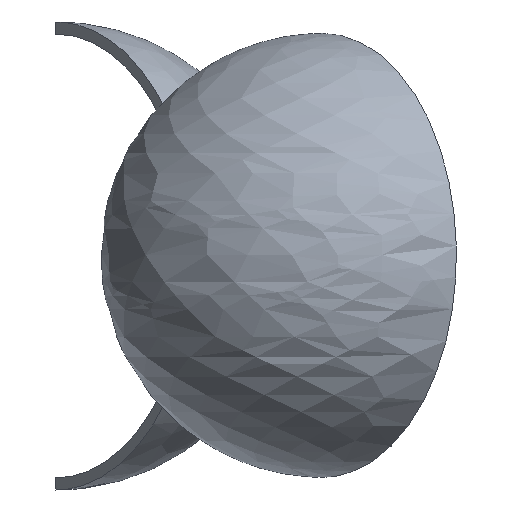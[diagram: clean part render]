
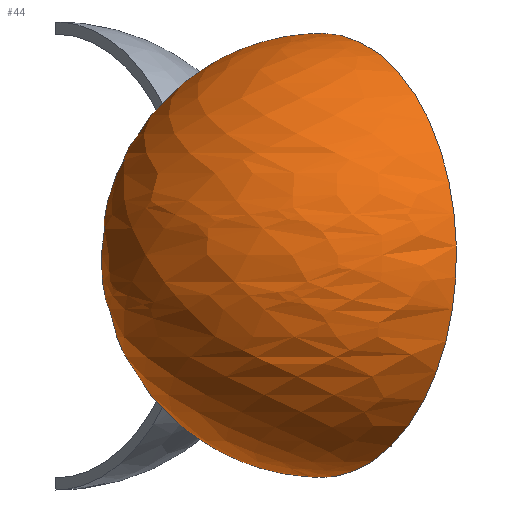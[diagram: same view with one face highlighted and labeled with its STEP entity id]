
A CAD part, top view. The second image highlights one B-rep face of the part: STEP entity #44.
In plain terms, the highlighted free-form (B-spline) face has degree [2, 2] with [5, 5] control points.
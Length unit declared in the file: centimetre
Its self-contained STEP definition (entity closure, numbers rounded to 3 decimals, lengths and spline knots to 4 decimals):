
#44=ADVANCED_FACE('',(#79),#457,.T.);
#79=FACE_OUTER_BOUND('',#115,.T.);
#115=EDGE_LOOP('',(#254,#255,#256,#257,#258,#259,#260,#261,#262));
#254=ORIENTED_EDGE('',*,*,#343,.F.);
#255=ORIENTED_EDGE('',*,*,#363,.F.);
#256=ORIENTED_EDGE('',*,*,#367,.F.);
#257=ORIENTED_EDGE('',*,*,#370,.F.);
#258=ORIENTED_EDGE('',*,*,#347,.F.);
#259=ORIENTED_EDGE('',*,*,#338,.F.);
#260=ORIENTED_EDGE('',*,*,#359,.F.);
#261=ORIENTED_EDGE('',*,*,#358,.F.);
#262=ORIENTED_EDGE('',*,*,#357,.F.);
#338=EDGE_CURVE('',#414,#412,#521,.T.);
#343=EDGE_CURVE('',#417,#418,#522,.T.);
#347=EDGE_CURVE('',#412,#420,#524,.T.);
#357=EDGE_CURVE('',#418,#424,#534,.T.);
#358=EDGE_CURVE('',#424,#425,#535,.T.);
#359=EDGE_CURVE('',#425,#414,#536,.T.);
#363=EDGE_CURVE('',#427,#417,#540,.T.);
#367=EDGE_CURVE('',#405,#427,#542,.T.);
#370=EDGE_CURVE('',#420,#405,#545,.T.);
#405=VERTEX_POINT('',#1569);
#412=VERTEX_POINT('',#1576);
#414=VERTEX_POINT('',#1578);
#417=VERTEX_POINT('',#1581);
#418=VERTEX_POINT('',#1582);
#420=VERTEX_POINT('',#1584);
#424=VERTEX_POINT('',#1588);
#425=VERTEX_POINT('',#1589);
#427=VERTEX_POINT('',#1591);
#457=(
BOUNDED_SURFACE()
B_SPLINE_SURFACE(2,2,((#1338,#1339,#1340,#1341,#1342),(#1343,#1344,#1345,
#1346,#1347),(#1348,#1349,#1350,#1351,#1352),(#1353,#1354,#1355,#1356,#1357),
(#1358,#1359,#1360,#1361,#1362)),.UNSPECIFIED.,.F.,.F.,.F.)
B_SPLINE_SURFACE_WITH_KNOTS((3,2,3),(3,2,3),(0.,184.,368.),
(0.,222.1076,444.2153),.UNSPECIFIED.)
GEOMETRIC_REPRESENTATION_ITEM()
RATIONAL_B_SPLINE_SURFACE(((1.,0.707,1.,0.707,1.),
(0.707,0.5,0.707,0.5,
0.707),(1.,0.707,1.,0.707,1.),(0.707,
0.5,0.707,0.5,0.707),
(1.,0.707,1.,0.707,1.)))
REPRESENTATION_ITEM('')
SURFACE()
);
#521=(
BOUNDED_CURVE()
B_SPLINE_CURVE(2,(#967,#968,#969),.UNSPECIFIED.,.F.,.F.)
B_SPLINE_CURVE_WITH_KNOTS((3,3),(59.5081,64.5225),.UNSPECIFIED.)
CURVE()
GEOMETRIC_REPRESENTATION_ITEM()
RATIONAL_B_SPLINE_CURVE((1.,0.998,1.))
REPRESENTATION_ITEM('')
);
#522=(
BOUNDED_CURVE()
B_SPLINE_CURVE(2,(#986,#987,#988),.UNSPECIFIED.,.F.,.F.)
B_SPLINE_CURVE_WITH_KNOTS((3,3),(173.509,178.5234),.UNSPECIFIED.)
CURVE()
GEOMETRIC_REPRESENTATION_ITEM()
RATIONAL_B_SPLINE_CURVE((1.,0.998,1.))
REPRESENTATION_ITEM('')
);
#524=(
BOUNDED_CURVE()
B_SPLINE_CURVE(2,(#1004,#1005,#1006),.UNSPECIFIED.,.F.,.F.)
B_SPLINE_CURVE_WITH_KNOTS((3,3),(265.7664,282.8525),.UNSPECIFIED.)
CURVE()
GEOMETRIC_REPRESENTATION_ITEM()
RATIONAL_B_SPLINE_CURVE((1.,0.996,1.))
REPRESENTATION_ITEM('')
);
#534=(
BOUNDED_CURVE()
B_SPLINE_CURVE(2,(#1038,#1039,#1040),.UNSPECIFIED.,.F.,.F.)
B_SPLINE_CURVE_WITH_KNOTS((3,3),(0.,107.5996),.UNSPECIFIED.)
CURVE()
GEOMETRIC_REPRESENTATION_ITEM()
RATIONAL_B_SPLINE_CURVE((1.,0.834,1.))
REPRESENTATION_ITEM('')
);
#535=(
BOUNDED_CURVE()
B_SPLINE_CURVE(2,(#1041,#1042,#1043,#1044,#1045),.UNSPECIFIED.,.F.,.F.)
B_SPLINE_CURVE_WITH_KNOTS((3,2,3),(107.5996,252.1129,396.6262),
.UNSPECIFIED.)
CURVE()
GEOMETRIC_REPRESENTATION_ITEM()
RATIONAL_B_SPLINE_CURVE((1.,0.707,1.,0.707,1.))
REPRESENTATION_ITEM('')
);
#536=(
BOUNDED_CURVE()
B_SPLINE_CURVE(2,(#1046,#1047,#1048),.UNSPECIFIED.,.F.,.F.)
B_SPLINE_CURVE_WITH_KNOTS((3,3),(396.6262,504.2258),.UNSPECIFIED.)
CURVE()
GEOMETRIC_REPRESENTATION_ITEM()
RATIONAL_B_SPLINE_CURVE((1.,0.834,1.))
REPRESENTATION_ITEM('')
);
#540=(
BOUNDED_CURVE()
B_SPLINE_CURVE(2,(#1058,#1059,#1060),.UNSPECIFIED.,.F.,.F.)
B_SPLINE_CURVE_WITH_KNOTS((3,3),(325.8063,342.8923),.UNSPECIFIED.)
CURVE()
GEOMETRIC_REPRESENTATION_ITEM()
RATIONAL_B_SPLINE_CURVE((1.,0.996,1.))
REPRESENTATION_ITEM('')
);
#542=(
BOUNDED_CURVE()
B_SPLINE_CURVE(3,(#1083,#1084,#1085,#1086,#1087,#1088,#1089,#1090,#1091,
#1092,#1093,#1094,#1095,#1096),.UNSPECIFIED.,.F.,.F.)
B_SPLINE_CURVE_WITH_KNOTS((4,2,2,2,2,2,4),(-21.4985,-16.1239,
-10.7492,-8.0619,-5.3746,-2.6873,0.),
.UNSPECIFIED.)
CURVE()
GEOMETRIC_REPRESENTATION_ITEM()
RATIONAL_B_SPLINE_CURVE((1.,1.,1.,1.,1.,1.,1.,1.,1.,1.,1.,1.,1.,1.))
REPRESENTATION_ITEM('')
);
#545=(
BOUNDED_CURVE()
B_SPLINE_CURVE(3,(#1125,#1126,#1127,#1128,#1129,#1130,#1131,#1132,#1133,
#1134,#1135,#1136,#1137,#1138),.UNSPECIFIED.,.F.,.F.)
B_SPLINE_CURVE_WITH_KNOTS((4,2,2,2,2,2,4),(0.,2.6873,5.3746,
8.0619,10.7492,16.1239,21.4985),.UNSPECIFIED.)
CURVE()
GEOMETRIC_REPRESENTATION_ITEM()
RATIONAL_B_SPLINE_CURVE((1.,1.,1.,1.,1.,1.,1.,1.,1.,1.,1.,1.,1.,1.))
REPRESENTATION_ITEM('')
);
#967=CARTESIAN_POINT('',(-23.2862,-35.9311,79.3099));
#968=CARTESIAN_POINT('',(-25.1882,-35.9311,80.7431));
#969=CARTESIAN_POINT('',(-27.0736,-35.6168,82.1638));
#986=CARTESIAN_POINT('',(-27.0736,35.6168,82.1638));
#987=CARTESIAN_POINT('',(-25.1882,35.9311,80.7431));
#988=CARTESIAN_POINT('',(-23.2862,35.9311,79.3099));
#1004=CARTESIAN_POINT('',(-27.0736,-35.6168,82.1638));
#1005=CARTESIAN_POINT('',(-28.9688,-28.1283,79.6488));
#1006=CARTESIAN_POINT('',(-30.0439,-20.2034,78.2221));
#1038=CARTESIAN_POINT('',(-23.2862,35.9311,79.3099));
#1039=CARTESIAN_POINT('',(-8.9707,92.,98.3072));
#1040=CARTESIAN_POINT('',(27.6835,92.,146.9489));
#1041=CARTESIAN_POINT('',(27.6835,92.,146.9489));
#1042=CARTESIAN_POINT('',(83.0505,92.,220.4234));
#1043=CARTESIAN_POINT('',(83.0505,0.,220.4234));
#1044=CARTESIAN_POINT('',(83.0505,-92.,220.4234));
#1045=CARTESIAN_POINT('',(27.6835,-92.,146.9489));
#1046=CARTESIAN_POINT('',(27.6835,-92.,146.9489));
#1047=CARTESIAN_POINT('',(-8.9707,-92.,98.3072));
#1048=CARTESIAN_POINT('',(-23.2862,-35.9311,79.3099));
#1058=CARTESIAN_POINT('',(-30.0439,20.2034,78.2221));
#1059=CARTESIAN_POINT('',(-28.9688,28.1283,79.6488));
#1060=CARTESIAN_POINT('',(-27.0736,35.6168,82.1638));
#1083=CARTESIAN_POINT('',(-27.6835,0.,73.4745));
#1084=CARTESIAN_POINT('',(-28.1339,1.6637,73.8139));
#1085=CARTESIAN_POINT('',(-28.5537,3.3251,74.1931));
#1086=CARTESIAN_POINT('',(-29.2894,6.6631,74.9991));
#1087=CARTESIAN_POINT('',(-29.6042,8.3339,75.4247));
#1088=CARTESIAN_POINT('',(-29.9596,10.847,76.0661));
#1089=CARTESIAN_POINT('',(-30.0586,11.6861,76.2804));
#1090=CARTESIAN_POINT('',(-30.2104,13.3694,76.7042));
#1091=CARTESIAN_POINT('',(-30.2631,14.2135,76.9137));
#1092=CARTESIAN_POINT('',(-30.3126,15.9093,77.3206));
#1093=CARTESIAN_POINT('',(-30.3095,16.7609,77.518));
#1094=CARTESIAN_POINT('',(-30.2338,18.4752,77.8908));
#1095=CARTESIAN_POINT('',(-30.1609,19.3409,78.0668));
#1096=CARTESIAN_POINT('',(-30.0439,20.2034,78.2221));
#1125=CARTESIAN_POINT('',(-30.0439,-20.2034,78.2221));
#1126=CARTESIAN_POINT('',(-30.1609,-19.3409,78.0668));
#1127=CARTESIAN_POINT('',(-30.2338,-18.4752,77.8908));
#1128=CARTESIAN_POINT('',(-30.3095,-16.7609,77.518));
#1129=CARTESIAN_POINT('',(-30.3126,-15.9093,77.3206));
#1130=CARTESIAN_POINT('',(-30.2631,-14.2135,76.9137));
#1131=CARTESIAN_POINT('',(-30.2104,-13.3694,76.7042));
#1132=CARTESIAN_POINT('',(-30.0586,-11.6861,76.2804));
#1133=CARTESIAN_POINT('',(-29.9596,-10.847,76.0661));
#1134=CARTESIAN_POINT('',(-29.6042,-8.3339,75.4247));
#1135=CARTESIAN_POINT('',(-29.2894,-6.6631,74.9991));
#1136=CARTESIAN_POINT('',(-28.5537,-3.3251,74.1931));
#1137=CARTESIAN_POINT('',(-28.1339,-1.6637,73.8139));
#1138=CARTESIAN_POINT('',(-27.6835,0.,73.4745));
#1338=CARTESIAN_POINT('',(27.6835,92.,146.9489));
#1339=CARTESIAN_POINT('',(83.0505,92.,220.4234));
#1340=CARTESIAN_POINT('',(83.0505,0.,220.4234));
#1341=CARTESIAN_POINT('',(83.0505,-92.,220.4234));
#1342=CARTESIAN_POINT('',(27.6835,-92.,146.9489));
#1343=CARTESIAN_POINT('',(27.6835,92.,146.9489));
#1344=CARTESIAN_POINT('',(9.576,92.,275.7904));
#1345=CARTESIAN_POINT('',(9.576,0.,275.7904));
#1346=CARTESIAN_POINT('',(9.576,-92.,275.7904));
#1347=CARTESIAN_POINT('',(27.6835,-92.,146.9489));
#1348=CARTESIAN_POINT('',(27.6835,92.,146.9489));
#1349=CARTESIAN_POINT('',(-45.791,92.,202.3159));
#1350=CARTESIAN_POINT('',(-45.791,0.,202.3159));
#1351=CARTESIAN_POINT('',(-45.791,-92.,202.3159));
#1352=CARTESIAN_POINT('',(27.6835,-92.,146.9489));
#1353=CARTESIAN_POINT('',(27.6835,92.,146.9489));
#1354=CARTESIAN_POINT('',(-101.158,92.,128.8414));
#1355=CARTESIAN_POINT('',(-101.158,0.,128.8414));
#1356=CARTESIAN_POINT('',(-101.158,-92.,128.8414));
#1357=CARTESIAN_POINT('',(27.6835,-92.,146.9489));
#1358=CARTESIAN_POINT('',(27.6835,92.,146.9489));
#1359=CARTESIAN_POINT('',(-27.6835,92.,73.4745));
#1360=CARTESIAN_POINT('',(-27.6835,0.,73.4745));
#1361=CARTESIAN_POINT('',(-27.6835,-92.,73.4745));
#1362=CARTESIAN_POINT('',(27.6835,-92.,146.9489));
#1569=CARTESIAN_POINT('',(-27.6835,0.,73.4745));
#1576=CARTESIAN_POINT('',(-27.0736,-35.6168,82.1638));
#1578=CARTESIAN_POINT('',(-23.2862,-35.9311,79.3099));
#1581=CARTESIAN_POINT('',(-27.0736,35.6168,82.1638));
#1582=CARTESIAN_POINT('',(-23.2862,35.9311,79.3099));
#1584=CARTESIAN_POINT('',(-30.0439,-20.2034,78.2221));
#1588=CARTESIAN_POINT('',(27.6835,92.,146.9489));
#1589=CARTESIAN_POINT('',(27.6835,-92.,146.9489));
#1591=CARTESIAN_POINT('',(-30.0439,20.2034,78.2221));
